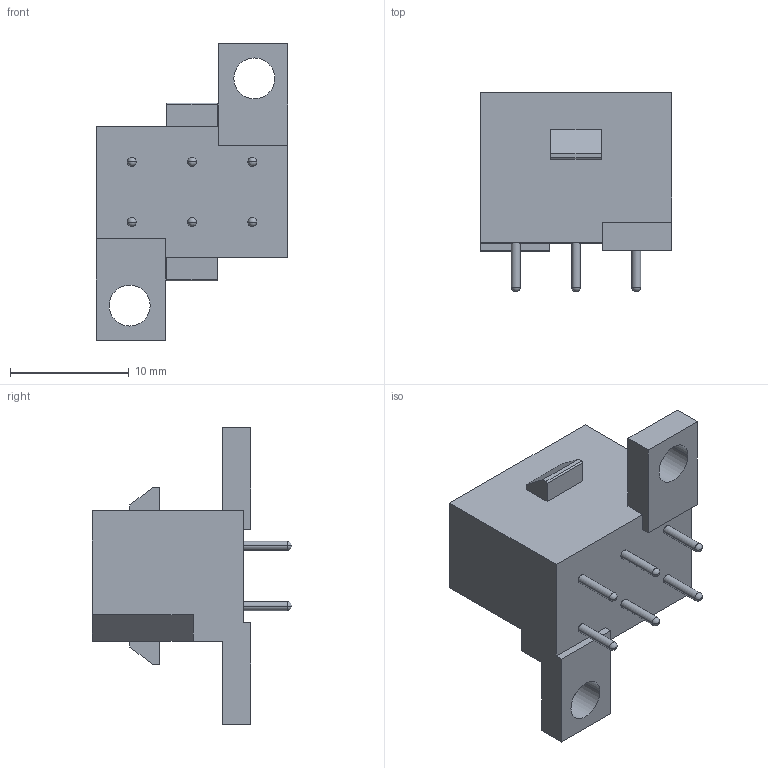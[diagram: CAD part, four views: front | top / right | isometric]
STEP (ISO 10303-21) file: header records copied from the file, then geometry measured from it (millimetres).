
FILE_DESCRIPTION((''),'2;1');
FILE_NAME('SMS6GE3-CATALOGUE_PRT','2010-08-09T',('amartin'),(''),'PRO/ENGINEER BY PARAMETRIC TECHNOLOGY CORPORATION, 2007390','PRO/ENGINEER BY PARAMETRIC TECHNOLOGY CORPORATION, 2007390','');
FILE_SCHEMA(('CONFIG_CONTROL_DESIGN'));
Length unit declared in the file: millimetre
Products named in the file (1): SMS6GE3-CATALOGUE_PRT
Bounding box: 16.15 x 16.8 x 24.99 mm (x, y, z)
Volume: 2414.7 mm3; surface area: 1381.1 mm2
Topology: 1 solids, 1 shells, 62 faces, 162 edges, 98 vertices
Faces by surface type: plane 32, cylinder 18, sphere 12
Entity records: 1860 total; most frequent: DIRECTION 322, CARTESIAN_POINT 310, ORIENTED_EDGE 300, EDGE_CURVE 150, AXIS2_PLACEMENT_3D 110, VECTOR 102, LINE 102, VERTEX_POINT 98
